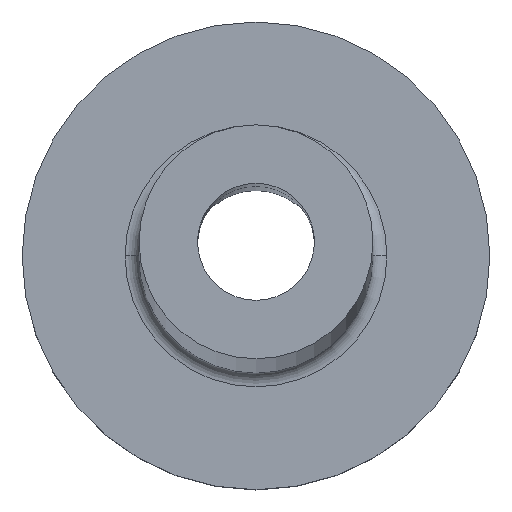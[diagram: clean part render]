
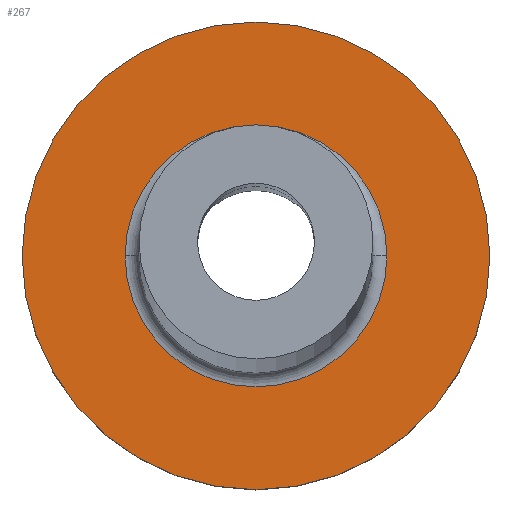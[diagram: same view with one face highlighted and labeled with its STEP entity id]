
A CAD part, top view. The second image highlights one B-rep face of the part: STEP entity #267.
In plain terms, the highlighted planar face has unit normal (0, 0, 1).
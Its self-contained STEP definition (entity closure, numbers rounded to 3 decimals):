
#7 = EDGE_CURVE ( 'NONE', #270, #28, #242, .T. ) ;
#28 = VERTEX_POINT ( 'NONE', #74 ) ;
#48 = CIRCLE ( 'NONE', #114, 2.8 ) ;
#55 = CARTESIAN_POINT ( 'NONE',  ( 5., 0., 3. ) ) ;
#57 = CARTESIAN_POINT ( 'NONE',  ( 0., 0., 3. ) ) ;
#72 = EDGE_LOOP ( 'NONE', ( #198, #417 ) ) ;
#74 = CARTESIAN_POINT ( 'NONE',  ( -5., 0., 3. ) ) ;
#91 = AXIS2_PLACEMENT_3D ( 'NONE', #101, #384, #421 ) ;
#98 = FACE_OUTER_BOUND ( 'NONE', #72, .T. ) ;
#101 = CARTESIAN_POINT ( 'NONE',  ( 0., 0., 3. ) ) ;
#114 = AXIS2_PLACEMENT_3D ( 'NONE', #298, #214, #386 ) ;
#124 = CARTESIAN_POINT ( 'NONE',  ( 0., 0., 3. ) ) ;
#132 = DIRECTION ( 'NONE',  ( 0., 0., 1. ) ) ;
#154 = EDGE_CURVE ( 'NONE', #423, #178, #48, .T. ) ;
#169 = CARTESIAN_POINT ( 'NONE',  ( -2.8, 0., 3. ) ) ;
#178 = VERTEX_POINT ( 'NONE', #169 ) ;
#185 = CIRCLE ( 'NONE', #414, 5. ) ;
#198 = ORIENTED_EDGE ( 'NONE', *, *, #202, .T. ) ;
#202 = EDGE_CURVE ( 'NONE', #28, #270, #185, .T. ) ;
#205 = DIRECTION ( 'NONE',  ( 1., 0., 0. ) ) ;
#207 = DIRECTION ( 'NONE',  ( 1., 0., 0. ) ) ;
#214 = DIRECTION ( 'NONE',  ( 0., 0., -1. ) ) ;
#226 = CARTESIAN_POINT ( 'NONE',  ( 2.8, 0., 3. ) ) ;
#237 = ORIENTED_EDGE ( 'NONE', *, *, #449, .T. ) ;
#241 = CARTESIAN_POINT ( 'NONE',  ( 0., 0., 3. ) ) ;
#242 = CIRCLE ( 'NONE', #91, 5. ) ;
#246 = DIRECTION ( 'NONE',  ( 0., 0., -1. ) ) ;
#249 = PLANE ( 'NONE',  #424 ) ;
#267 = ADVANCED_FACE ( 'NONE', ( #418, #98 ), #249, .T. ) ;
#270 = VERTEX_POINT ( 'NONE', #55 ) ;
#281 = DIRECTION ( 'NONE',  ( 0., 0., 1. ) ) ;
#298 = CARTESIAN_POINT ( 'NONE',  ( 0., 0., 3. ) ) ;
#310 = CIRCLE ( 'NONE', #333, 2.8 ) ;
#316 = DIRECTION ( 'NONE',  ( 1., 0., 0. ) ) ;
#327 = ORIENTED_EDGE ( 'NONE', *, *, #154, .T. ) ;
#333 = AXIS2_PLACEMENT_3D ( 'NONE', #57, #246, #207 ) ;
#373 = EDGE_LOOP ( 'NONE', ( #327, #237 ) ) ;
#384 = DIRECTION ( 'NONE',  ( 0., 0., 1. ) ) ;
#386 = DIRECTION ( 'NONE',  ( 1., 0., 0. ) ) ;
#414 = AXIS2_PLACEMENT_3D ( 'NONE', #124, #281, #205 ) ;
#417 = ORIENTED_EDGE ( 'NONE', *, *, #7, .T. ) ;
#418 = FACE_BOUND ( 'NONE', #373, .T. ) ;
#421 = DIRECTION ( 'NONE',  ( 1., 0., 0. ) ) ;
#423 = VERTEX_POINT ( 'NONE', #226 ) ;
#424 = AXIS2_PLACEMENT_3D ( 'NONE', #241, #132, #316 ) ;
#449 = EDGE_CURVE ( 'NONE', #178, #423, #310, .T. ) ;
